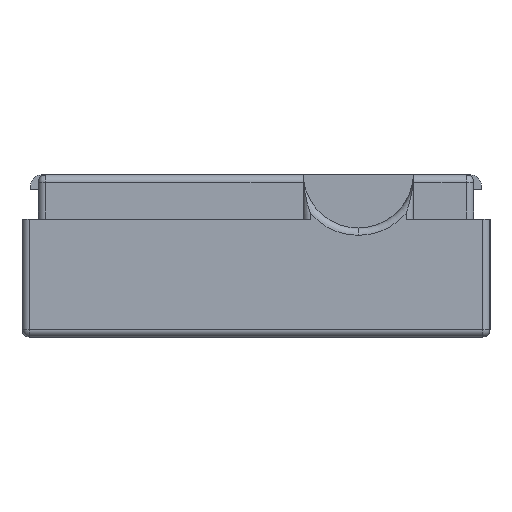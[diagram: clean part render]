
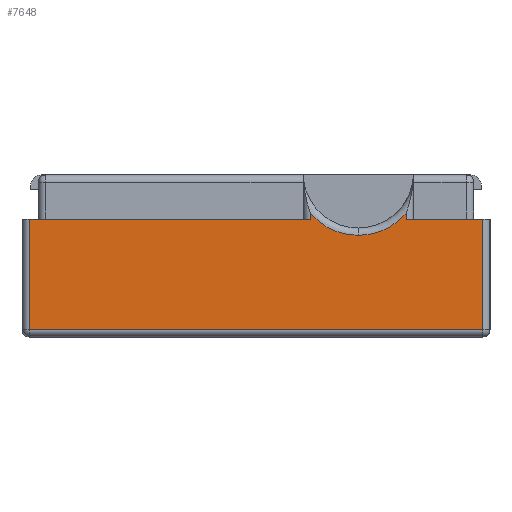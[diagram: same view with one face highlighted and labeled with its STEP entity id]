
A CAD part, left-side view. The second image highlights one B-rep face of the part: STEP entity #7648.
In plain terms, the highlighted planar face has unit normal (-1, 0, 0).
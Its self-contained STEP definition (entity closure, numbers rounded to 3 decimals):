
#148 = CARTESIAN_POINT ( 'NONE',  ( -17.258, 24.491, 44.366 ) ) ;
#277 = DIRECTION ( 'NONE',  ( 1., 0., 0. ) ) ;
#751 = CARTESIAN_POINT ( 'NONE',  ( -17.258, 16.051, 33.716 ) ) ;
#852 = CARTESIAN_POINT ( 'NONE',  ( -17.258, 16.051, 41.216 ) ) ;
#941 = CARTESIAN_POINT ( 'NONE',  ( -17.258, 16.051, 33.216 ) ) ;
#943 = CARTESIAN_POINT ( 'NONE',  ( -17.258, 46.821, 33.216 ) ) ;
#963 = VERTEX_POINT ( 'NONE', #8341 ) ;
#1003 = EDGE_CURVE ( 'NONE', #8087, #3396, #5635, .T. ) ;
#1155 = DIRECTION ( 'NONE',  ( 0., 0., 1. ) ) ;
#1235 = CARTESIAN_POINT ( 'NONE',  ( -17.258, 27.738, 33.216 ) ) ;
#1320 = VERTEX_POINT ( 'NONE', #751 ) ;
#1368 = EDGE_CURVE ( 'NONE', #3396, #2573, #2751, .T. ) ;
#1409 = ORIENTED_EDGE ( 'NONE', *, *, #5795, .F. ) ;
#1470 = VECTOR ( 'NONE', #5484, 1000. ) ;
#1529 = CARTESIAN_POINT ( 'NONE',  ( -17.258, 21.244, 41.216 ) ) ;
#1670 = ORIENTED_EDGE ( 'NONE', *, *, #8190, .T. ) ;
#1914 = DIRECTION ( 'NONE',  ( 0., -1., 0. ) ) ;
#1924 = DIRECTION ( 'NONE',  ( 0., -1., 0. ) ) ;
#2000 = VERTEX_POINT ( 'NONE', #3054 ) ;
#2125 = AXIS2_PLACEMENT_3D ( 'NONE', #148, #277, #6353 ) ;
#2184 = DIRECTION ( 'NONE',  ( 1., 0., 0. ) ) ;
#2307 = CARTESIAN_POINT ( 'NONE',  ( -17.258, 28.238, 41.216 ) ) ;
#2309 = DIRECTION ( 'NONE',  ( 0., 0., -1. ) ) ;
#2319 = CARTESIAN_POINT ( 'NONE',  ( -17.258, 27.738, 41.216 ) ) ;
#2361 = CARTESIAN_POINT ( 'NONE',  ( -17.258, 27.738, 41.623 ) ) ;
#2424 = VECTOR ( 'NONE', #2309, 1000. ) ;
#2573 = VERTEX_POINT ( 'NONE', #2319 ) ;
#2575 = CARTESIAN_POINT ( 'NONE',  ( -17.258, 15.551, 41.216 ) ) ;
#2644 = DIRECTION ( 'NONE',  ( 0., 0., -1. ) ) ;
#2743 = ORIENTED_EDGE ( 'NONE', *, *, #5183, .T. ) ;
#2751 = LINE ( 'NONE', #1235, #6226 ) ;
#3054 = CARTESIAN_POINT ( 'NONE',  ( -17.258, 46.821, 41.216 ) ) ;
#3093 = DIRECTION ( 'NONE',  ( 0., -1., 0. ) ) ;
#3133 = VECTOR ( 'NONE', #1914, 1000. ) ;
#3236 = ORIENTED_EDGE ( 'NONE', *, *, #4956, .T. ) ;
#3309 = VECTOR ( 'NONE', #3093, 1000. ) ;
#3385 = DIRECTION ( 'NONE',  ( 1., 0., 0. ) ) ;
#3396 = VERTEX_POINT ( 'NONE', #2361 ) ;
#3788 = ORIENTED_EDGE ( 'NONE', *, *, #1368, .T. ) ;
#4018 = EDGE_LOOP ( 'NONE', ( #1409, #5343, #7686, #5011, #3788, #6638, #2743, #3236, #1670 ) ) ;
#4087 = CARTESIAN_POINT ( 'NONE',  ( -17.258, 15.551, 33.216 ) ) ;
#4158 = VECTOR ( 'NONE', #1924, 1000. ) ;
#4501 = LINE ( 'NONE', #7202, #8481 ) ;
#4512 = LINE ( 'NONE', #5319, #4158 ) ;
#4956 = EDGE_CURVE ( 'NONE', #963, #1320, #4512, .T. ) ;
#5011 = ORIENTED_EDGE ( 'NONE', *, *, #1003, .T. ) ;
#5031 = EDGE_CURVE ( 'NONE', #8702, #8087, #6417, .T. ) ;
#5058 = VERTEX_POINT ( 'NONE', #852 ) ;
#5183 = EDGE_CURVE ( 'NONE', #2000, #963, #6459, .T. ) ;
#5285 = AXIS2_PLACEMENT_3D ( 'NONE', #6939, #2184, #7573 ) ;
#5319 = CARTESIAN_POINT ( 'NONE',  ( -17.258, 15.551, 33.716 ) ) ;
#5343 = ORIENTED_EDGE ( 'NONE', *, *, #5386, .T. ) ;
#5386 = EDGE_CURVE ( 'NONE', #7433, #8702, #4501, .T. ) ;
#5484 = DIRECTION ( 'NONE',  ( 0., 0., 1. ) ) ;
#5635 = CIRCLE ( 'NONE', #2125, 4.25 ) ;
#5775 = CARTESIAN_POINT ( 'NONE',  ( -17.258, 21.244, 41.623 ) ) ;
#5795 = EDGE_CURVE ( 'NONE', #7433, #5058, #8617, .T. ) ;
#6076 = PLANE ( 'NONE',  #6829 ) ;
#6190 = LINE ( 'NONE', #941, #1470 ) ;
#6226 = VECTOR ( 'NONE', #7943, 1000. ) ;
#6353 = DIRECTION ( 'NONE',  ( 0., 0., -1. ) ) ;
#6417 = CIRCLE ( 'NONE', #5285, 4.25 ) ;
#6459 = LINE ( 'NONE', #943, #2424 ) ;
#6638 = ORIENTED_EDGE ( 'NONE', *, *, #8245, .F. ) ;
#6785 = FACE_OUTER_BOUND ( 'NONE', #4018, .T. ) ;
#6829 = AXIS2_PLACEMENT_3D ( 'NONE', #4087, #3385, #2644 ) ;
#6939 = CARTESIAN_POINT ( 'NONE',  ( -17.258, 24.491, 44.366 ) ) ;
#7022 = LINE ( 'NONE', #2307, #3309 ) ;
#7202 = CARTESIAN_POINT ( 'NONE',  ( -17.258, 21.244, 33.216 ) ) ;
#7433 = VERTEX_POINT ( 'NONE', #1529 ) ;
#7573 = DIRECTION ( 'NONE',  ( 0., 0., -1. ) ) ;
#7648 = ADVANCED_FACE ( 'NONE', ( #6785 ), #6076, .F. ) ;
#7686 = ORIENTED_EDGE ( 'NONE', *, *, #5031, .T. ) ;
#7943 = DIRECTION ( 'NONE',  ( 0., 0., -1. ) ) ;
#8048 = CARTESIAN_POINT ( 'NONE',  ( -17.258, 24.491, 40.116 ) ) ;
#8087 = VERTEX_POINT ( 'NONE', #8048 ) ;
#8190 = EDGE_CURVE ( 'NONE', #1320, #5058, #6190, .T. ) ;
#8245 = EDGE_CURVE ( 'NONE', #2000, #2573, #7022, .T. ) ;
#8341 = CARTESIAN_POINT ( 'NONE',  ( -17.258, 46.821, 33.716 ) ) ;
#8481 = VECTOR ( 'NONE', #1155, 1000. ) ;
#8617 = LINE ( 'NONE', #2575, #3133 ) ;
#8702 = VERTEX_POINT ( 'NONE', #5775 ) ;
